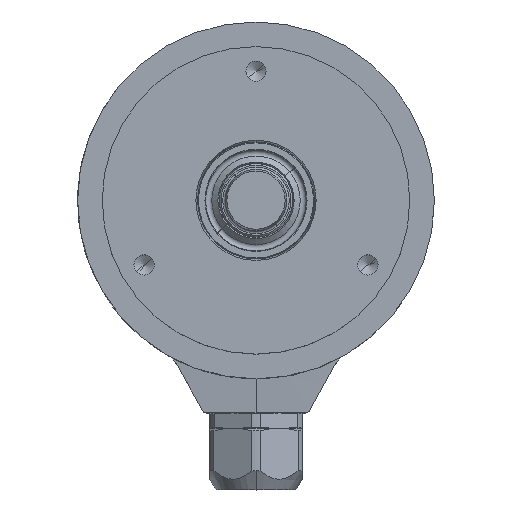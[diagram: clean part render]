
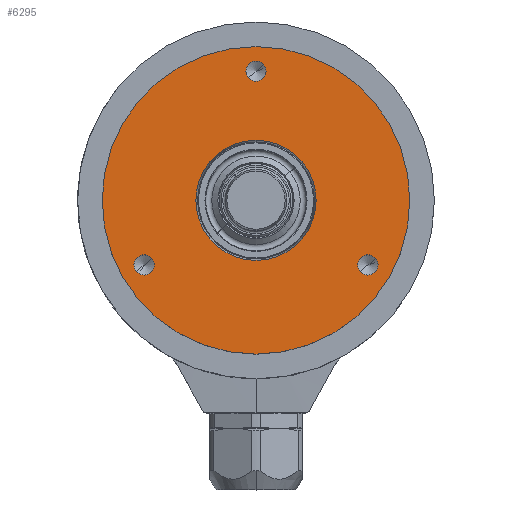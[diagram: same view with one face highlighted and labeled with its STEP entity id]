
A CAD part, top view. The second image highlights one B-rep face of the part: STEP entity #6295.
In plain terms, the highlighted planar face has unit normal (0, 0, 1).
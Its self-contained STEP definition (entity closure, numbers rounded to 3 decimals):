
#1723=CARTESIAN_POINT('',(0.,0.,30.5));
#1724=DIRECTION('',(0.,0.,1.));
#1725=DIRECTION('',(0.643,-0.766,0.));
#1726=AXIS2_PLACEMENT_3D('',#1723,#1724,#1725);
#1728=CARTESIAN_POINT('',(0.,0.,30.5));
#1729=DIRECTION('',(0.,0.,1.));
#1730=DIRECTION('',(-0.643,0.766,0.));
#1731=AXIS2_PLACEMENT_3D('',#1728,#1729,#1730);
#1733=CARTESIAN_POINT('',(0.,0.,30.5));
#1734=DIRECTION('',(0.,0.,-1.));
#1735=DIRECTION('',(0.766,0.643,0.));
#1736=AXIS2_PLACEMENT_3D('',#1733,#1734,#1735);
#1738=CARTESIAN_POINT('',(0.,0.,30.5));
#1739=DIRECTION('',(0.,0.,-1.));
#1740=DIRECTION('',(-0.766,-0.643,0.));
#1741=AXIS2_PLACEMENT_3D('',#1738,#1739,#1740);
#1743=CARTESIAN_POINT('',(-18.187,-10.5,30.5));
#1744=DIRECTION('',(0.,0.,1.));
#1745=DIRECTION('',(0.766,0.643,0.));
#1746=AXIS2_PLACEMENT_3D('',#1743,#1744,#1745);
#1748=CARTESIAN_POINT('',(-18.187,-10.5,30.5));
#1749=DIRECTION('',(0.,0.,1.));
#1750=DIRECTION('',(-0.766,-0.643,0.));
#1751=AXIS2_PLACEMENT_3D('',#1748,#1749,#1750);
#1753=CARTESIAN_POINT('',(0.,21.,30.5));
#1754=DIRECTION('',(0.,0.,1.));
#1755=DIRECTION('',(0.766,0.643,0.));
#1756=AXIS2_PLACEMENT_3D('',#1753,#1754,#1755);
#1758=CARTESIAN_POINT('',(0.,21.,30.5));
#1759=DIRECTION('',(0.,0.,1.));
#1760=DIRECTION('',(-0.766,-0.643,0.));
#1761=AXIS2_PLACEMENT_3D('',#1758,#1759,#1760);
#1763=CARTESIAN_POINT('',(18.187,-10.5,30.5));
#1764=DIRECTION('',(0.,0.,1.));
#1765=DIRECTION('',(0.766,0.643,0.));
#1766=AXIS2_PLACEMENT_3D('',#1763,#1764,#1765);
#1768=CARTESIAN_POINT('',(18.187,-10.5,30.5));
#1769=DIRECTION('',(0.,0.,1.));
#1770=DIRECTION('',(-0.766,-0.643,0.));
#1771=AXIS2_PLACEMENT_3D('',#1768,#1769,#1770);
#3719=CARTESIAN_POINT('',(7.483,6.279,30.5));
#3720=CARTESIAN_POINT('',(-7.483,-6.279,30.5));
#3721=VERTEX_POINT('',#3719);
#3722=VERTEX_POINT('',#3720);
#3727=CARTESIAN_POINT('',(16.07,-19.151,30.5));
#3728=CARTESIAN_POINT('',(-16.07,19.151,30.5));
#3729=VERTEX_POINT('',#3727);
#3730=VERTEX_POINT('',#3728);
#3769=CARTESIAN_POINT('',(-16.923,-9.439,30.5));
#3770=CARTESIAN_POINT('',(-19.451,-11.561,30.5));
#3771=VERTEX_POINT('',#3769);
#3772=VERTEX_POINT('',#3770);
#3779=CARTESIAN_POINT('',(1.264,22.061,30.5));
#3780=CARTESIAN_POINT('',(-1.264,19.939,30.5));
#3781=VERTEX_POINT('',#3779);
#3782=VERTEX_POINT('',#3780);
#3789=CARTESIAN_POINT('',(19.451,-9.439,30.5));
#3790=CARTESIAN_POINT('',(16.923,-11.561,30.5));
#3791=VERTEX_POINT('',#3789);
#3792=VERTEX_POINT('',#3790);
#6261=CARTESIAN_POINT('',(0.,0.,30.5));
#6262=DIRECTION('',(0.,0.,1.));
#6263=DIRECTION('',(0.643,-0.766,0.));
#6264=AXIS2_PLACEMENT_3D('',#6261,#6262,#6263);
#6265=PLANE('',#6264);
#6266=ORIENTED_EDGE('',*,*,#6251,.F.);
#6268=ORIENTED_EDGE('',*,*,#6267,.F.);
#6269=EDGE_LOOP('',(#6266,#6268));
#6270=FACE_OUTER_BOUND('',#6269,.F.);
#6272=ORIENTED_EDGE('',*,*,#6271,.F.);
#6274=ORIENTED_EDGE('',*,*,#6273,.F.);
#6275=EDGE_LOOP('',(#6272,#6274));
#6276=FACE_BOUND('',#6275,.F.);
#6278=ORIENTED_EDGE('',*,*,#6277,.T.);
#6280=ORIENTED_EDGE('',*,*,#6279,.T.);
#6281=EDGE_LOOP('',(#6278,#6280));
#6282=FACE_BOUND('',#6281,.F.);
#6284=ORIENTED_EDGE('',*,*,#6283,.T.);
#6286=ORIENTED_EDGE('',*,*,#6285,.T.);
#6287=EDGE_LOOP('',(#6284,#6286));
#6288=FACE_BOUND('',#6287,.F.);
#6290=ORIENTED_EDGE('',*,*,#6289,.T.);
#6292=ORIENTED_EDGE('',*,*,#6291,.T.);
#6293=EDGE_LOOP('',(#6290,#6292));
#6294=FACE_BOUND('',#6293,.F.);
#1727=CIRCLE('',#1726,25.);
#1732=CIRCLE('',#1731,25.);
#1737=CIRCLE('',#1736,9.768);
#1742=CIRCLE('',#1741,9.768);
#1747=CIRCLE('',#1746,1.65);
#1752=CIRCLE('',#1751,1.65);
#1757=CIRCLE('',#1756,1.65);
#1762=CIRCLE('',#1761,1.65);
#1767=CIRCLE('',#1766,1.65);
#1772=CIRCLE('',#1771,1.65);
#6251=EDGE_CURVE('',#3729,#3730,#1727,.T.);
#6267=EDGE_CURVE('',#3730,#3729,#1732,.T.);
#6271=EDGE_CURVE('',#3721,#3722,#1737,.T.);
#6273=EDGE_CURVE('',#3722,#3721,#1742,.T.);
#6277=EDGE_CURVE('',#3771,#3772,#1747,.T.);
#6279=EDGE_CURVE('',#3772,#3771,#1752,.T.);
#6283=EDGE_CURVE('',#3781,#3782,#1757,.T.);
#6285=EDGE_CURVE('',#3782,#3781,#1762,.T.);
#6289=EDGE_CURVE('',#3791,#3792,#1767,.T.);
#6291=EDGE_CURVE('',#3792,#3791,#1772,.T.);
#6295=ADVANCED_FACE('',(#6270,#6276,#6282,#6288,#6294),#6265,.T.);
